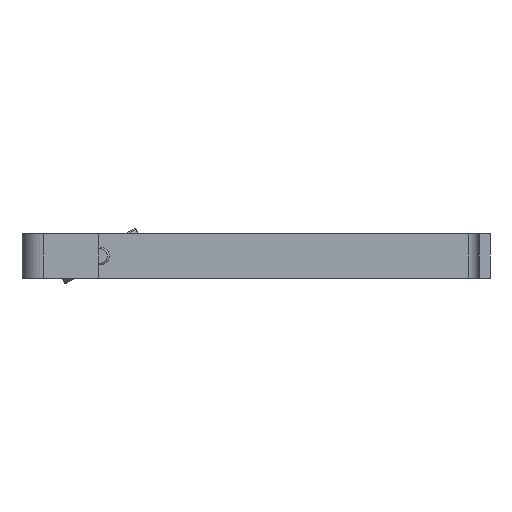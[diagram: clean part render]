
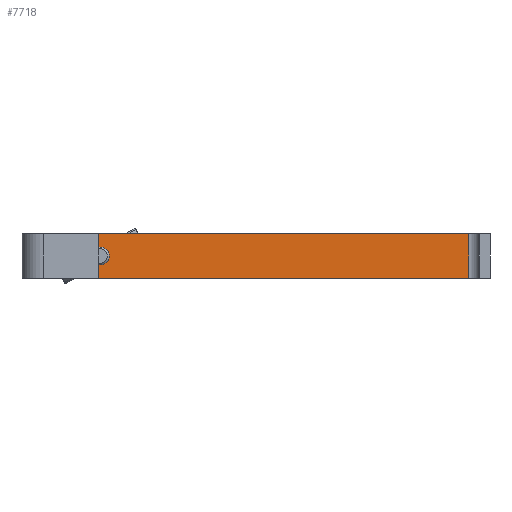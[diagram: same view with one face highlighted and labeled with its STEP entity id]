
A CAD part, left-side view. The second image highlights one B-rep face of the part: STEP entity #7718.
In plain terms, the highlighted planar face has unit normal (-1, 0, 0).
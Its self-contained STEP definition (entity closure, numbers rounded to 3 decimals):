
#146 = DIRECTION ( 'NONE',  ( 0., 0., 1. ) ) ;
#405 = VECTOR ( 'NONE', #10212, 1000. ) ;
#408 = CARTESIAN_POINT ( 'NONE',  ( 29., -221., 12.5 ) ) ;
#647 = DIRECTION ( 'NONE',  ( 0., 0., 1. ) ) ;
#1237 = EDGE_CURVE ( 'NONE', #14416, #10002, #6557, .T. ) ;
#1541 = LINE ( 'NONE', #408, #13530 ) ;
#1730 = VERTEX_POINT ( 'NONE', #2610 ) ;
#2327 = ORIENTED_EDGE ( 'NONE', *, *, #10833, .F. ) ;
#2610 = CARTESIAN_POINT ( 'NONE',  ( 29., -221., 12.5 ) ) ;
#2807 = EDGE_CURVE ( 'NONE', #1730, #7812, #4658, .T. ) ;
#2902 = EDGE_CURVE ( 'NONE', #10002, #14416, #3920, .T. ) ;
#3477 = DIRECTION ( 'NONE',  ( 1., 0., 0. ) ) ;
#3505 = ORIENTED_EDGE ( 'NONE', *, *, #2807, .T. ) ;
#3655 = VECTOR ( 'NONE', #13919, 1000. ) ;
#3675 = AXIS2_PLACEMENT_3D ( 'NONE', #3967, #5199, #647 ) ;
#3863 = AXIS2_PLACEMENT_3D ( 'NONE', #11902, #13027, #9905 ) ;
#3893 = CARTESIAN_POINT ( 'NONE',  ( 29., -9.75, 0. ) ) ;
#3920 = CIRCLE ( 'NONE', #3675, 4.25 ) ;
#3967 = CARTESIAN_POINT ( 'NONE',  ( 29., -14., 0. ) ) ;
#3985 = DIRECTION ( 'NONE',  ( 0., 0., -1. ) ) ;
#4110 = VERTEX_POINT ( 'NONE', #11840 ) ;
#4440 = ORIENTED_EDGE ( 'NONE', *, *, #1237, .T. ) ;
#4459 = FACE_BOUND ( 'NONE', #5877, .T. ) ;
#4658 = LINE ( 'NONE', #5913, #13077 ) ;
#5014 = PLANE ( 'NONE',  #3863 ) ;
#5199 = DIRECTION ( 'NONE',  ( 1., 0., 0. ) ) ;
#5369 = ORIENTED_EDGE ( 'NONE', *, *, #2902, .T. ) ;
#5421 = ORIENTED_EDGE ( 'NONE', *, *, #12117, .T. ) ;
#5526 = CARTESIAN_POINT ( 'NONE',  ( 29., -18.25, 0. ) ) ;
#5877 = EDGE_LOOP ( 'NONE', ( #4440, #5369 ) ) ;
#5913 = CARTESIAN_POINT ( 'NONE',  ( 29., 4., 12.5 ) ) ;
#6557 = CIRCLE ( 'NONE', #11442, 4.25 ) ;
#7198 = DIRECTION ( 'NONE',  ( 0., 1., 0. ) ) ;
#7207 = LINE ( 'NONE', #7823, #405 ) ;
#7661 = ORIENTED_EDGE ( 'NONE', *, *, #10074, .F. ) ;
#7705 = EDGE_LOOP ( 'NONE', ( #7661, #2327, #3505, #5421 ) ) ;
#7718 = ADVANCED_FACE ( 'NONE', ( #4459, #9130 ), #5014, .T. ) ;
#7812 = VERTEX_POINT ( 'NONE', #12602 ) ;
#7823 = CARTESIAN_POINT ( 'NONE',  ( 29., 4., -12.5 ) ) ;
#8498 = LINE ( 'NONE', #10562, #3655 ) ;
#9130 = FACE_OUTER_BOUND ( 'NONE', #7705, .T. ) ;
#9905 = DIRECTION ( 'NONE',  ( 0., 0., 1. ) ) ;
#10002 = VERTEX_POINT ( 'NONE', #5526 ) ;
#10074 = EDGE_CURVE ( 'NONE', #12364, #4110, #7207, .T. ) ;
#10212 = DIRECTION ( 'NONE',  ( 0., 1., 0. ) ) ;
#10562 = CARTESIAN_POINT ( 'NONE',  ( 29., 4., 12.5 ) ) ;
#10833 = EDGE_CURVE ( 'NONE', #1730, #12364, #1541, .T. ) ;
#11442 = AXIS2_PLACEMENT_3D ( 'NONE', #12622, #3477, #146 ) ;
#11840 = CARTESIAN_POINT ( 'NONE',  ( 29., 4., -12.5 ) ) ;
#11902 = CARTESIAN_POINT ( 'NONE',  ( 29., 4., 12.5 ) ) ;
#12117 = EDGE_CURVE ( 'NONE', #7812, #4110, #8498, .T. ) ;
#12364 = VERTEX_POINT ( 'NONE', #13129 ) ;
#12602 = CARTESIAN_POINT ( 'NONE',  ( 29., 4., 12.5 ) ) ;
#12622 = CARTESIAN_POINT ( 'NONE',  ( 29., -14., 0. ) ) ;
#13027 = DIRECTION ( 'NONE',  ( -1., 0., 0. ) ) ;
#13077 = VECTOR ( 'NONE', #7198, 1000. ) ;
#13129 = CARTESIAN_POINT ( 'NONE',  ( 29., -221., -12.5 ) ) ;
#13530 = VECTOR ( 'NONE', #3985, 1000. ) ;
#13919 = DIRECTION ( 'NONE',  ( 0., 0., -1. ) ) ;
#14416 = VERTEX_POINT ( 'NONE', #3893 ) ;
